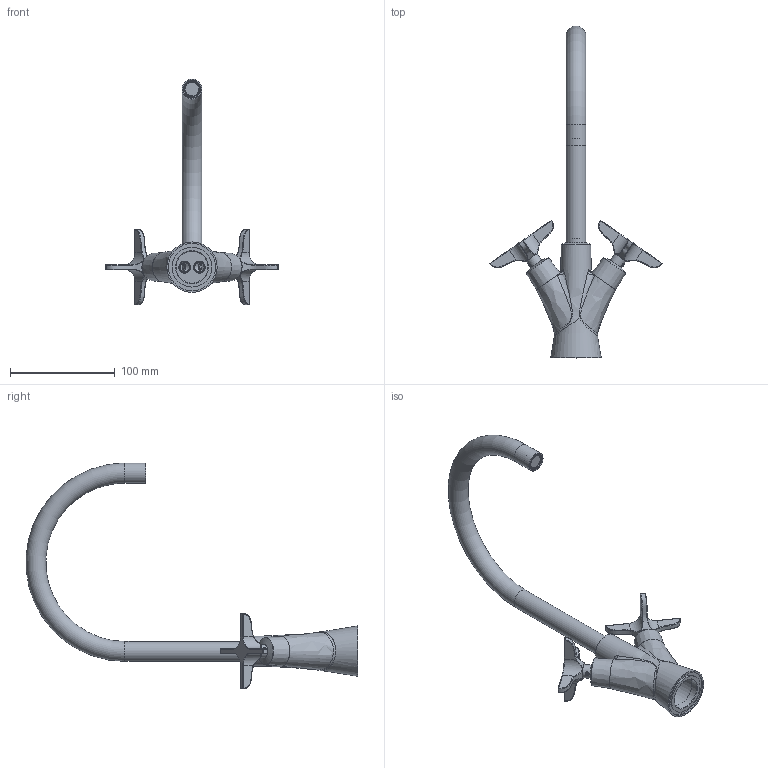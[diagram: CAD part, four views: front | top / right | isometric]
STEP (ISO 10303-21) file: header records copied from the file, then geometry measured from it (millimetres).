
FILE_DESCRIPTION (( 'STEP AP203' ), '1' );
FILE_NAME ('STEP910101.STEP', '2021-10-19T10:20:31', ( '' ), ( '' ), 'SwSTEP 2.0', 'SolidWorks 2021', '' );
FILE_SCHEMA (( 'CONFIG_CONTROL_DESIGN' ));
Length unit declared in the file: millimetre
Products named in the file (1): STEP910101
Bounding box: 164.02 x 316.32 x 215.2 mm (x, y, z)
Volume: 126988.4 mm3; surface area: 98549 mm2
Topology: 11 solids, 11 shells, 377 faces, 876 edges, 530 vertices
Faces by surface type: plane 126, cylinder 113, bspline 55, cone 49, torus 18, sphere 16
Full cylindrical faces by diameter (mm): 3.3 x2, 4 x2, 6.5 x2, 7 x2, 7.2 x2, 8 x2, 9 x6, 10 x2, 10.6 x2, 11 x1, 12.6 x2, 12.8 x2, 12.955 x1, 13 x2, 13.485 x1, 13.9 x2, 14.5 x1, 15 x2, 15.173 x1, 15.5 x1, 16.5 x1, 16.75 x1, 17.4 x2, 18 x1, 19 x6, 19.5 x1, 21.5 x3, 23 x2, 24.25 x2, 24.805 x2
Entity records: 18209 total; most frequent: CARTESIAN_POINT 10716, DIRECTION 1490, ORIENTED_EDGE 1392, EDGE_CURVE 696, AXIS2_PLACEMENT_3D 654, EDGE_LOOP 545, VERTEX_POINT 491, FACE_OUTER_BOUND 453
